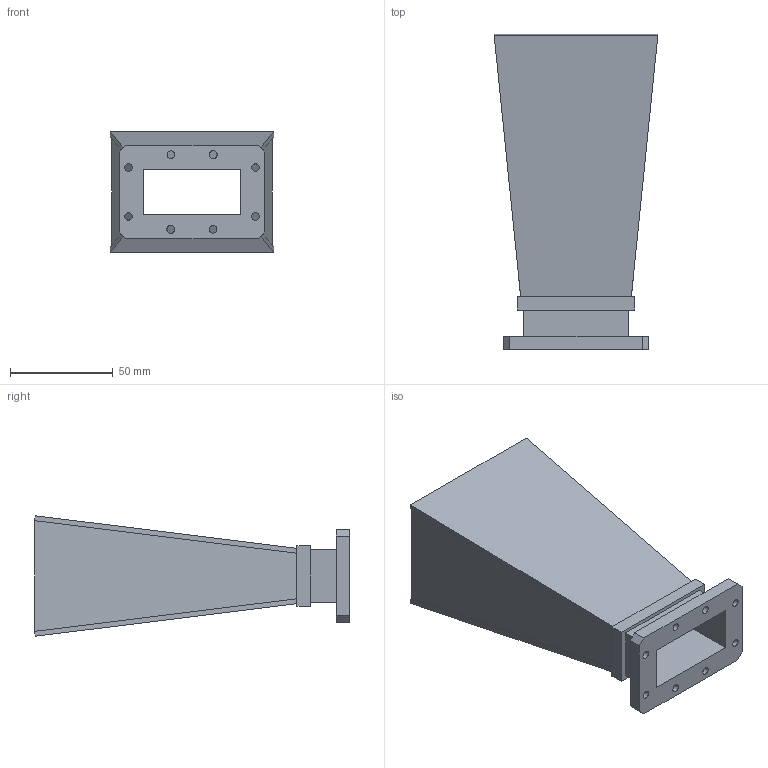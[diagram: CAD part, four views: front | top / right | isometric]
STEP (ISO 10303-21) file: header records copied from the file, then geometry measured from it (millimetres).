
FILE_DESCRIPTION (( 'STEP AP214' ), '1' );
FILE_NAME ('PE9861B-10_3D.STEP', '2021-06-24T17:07:59', ( '' ), ( '' ), 'SwSTEP 2.0', 'SolidWorks 2020', '' );
FILE_SCHEMA (( 'AUTOMOTIVE_DESIGN' ));
Length unit declared in the file: inch
Products named in the file (1): PE9861B-10_3D
Bounding box: 79.65 x 153.16 x 58.57 mm (x, y, z)
Volume: 83661.4 mm3; surface area: 67518.3 mm2
Topology: 1 solids, 1 shells, 52 faces, 132 edges, 84 vertices
Faces by surface type: plane 44, cylinder 8
Full cylindrical faces by diameter (mm): 3.658 x4, 3.81 x4
Entity records: 1572 total; most frequent: CARTESIAN_POINT 261, ORIENTED_EDGE 248, DIRECTION 246, EDGE_CURVE 124, VECTOR 108, LINE 108, VERTEX_POINT 84, EDGE_LOOP 80
